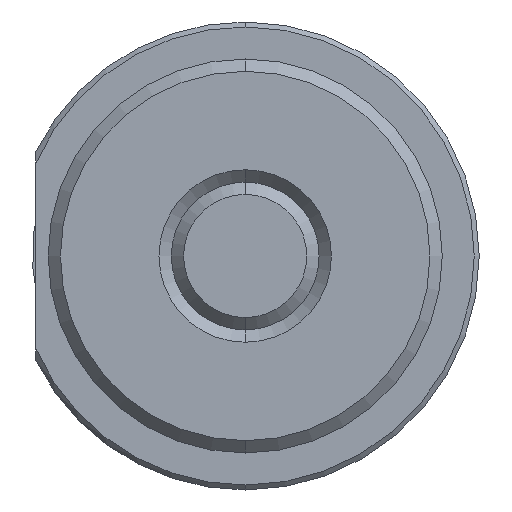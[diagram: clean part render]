
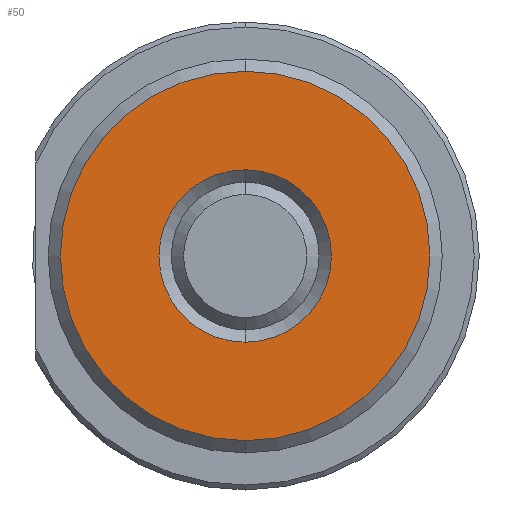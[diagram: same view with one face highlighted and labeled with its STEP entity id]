
A CAD part, left-side view. The second image highlights one B-rep face of the part: STEP entity #50.
In plain terms, the highlighted planar face has unit normal (-1, 0, 0).
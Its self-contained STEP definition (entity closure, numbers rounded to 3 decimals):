
#50 = ADVANCED_FACE ( 'NONE', ( #3044, #3027 ), #493, .F. ) ;
#339 = VERTEX_POINT ( 'NONE', #2199 ) ;
#346 = VERTEX_POINT ( 'NONE', #2207 ) ;
#351 = VERTEX_POINT ( 'NONE', #2214 ) ;
#370 = VERTEX_POINT ( 'NONE', #2234 ) ;
#490 = DIRECTION ( 'NONE',  ( 0., 0., -1. ) ) ;
#492 = DIRECTION ( 'NONE',  ( 1., 0., 0. ) ) ;
#493 = PLANE ( 'NONE',  #1748 ) ;
#495 = CARTESIAN_POINT ( 'NONE',  ( 0., 3., 0. ) ) ;
#895 = ORIENTED_EDGE ( 'NONE', *, *, #1652, .T. ) ;
#896 = ORIENTED_EDGE ( 'NONE', *, *, #1574, .T. ) ;
#897 = ORIENTED_EDGE ( 'NONE', *, *, #1581, .T. ) ;
#898 = ORIENTED_EDGE ( 'NONE', *, *, #1612, .T. ) ;
#1097 = EDGE_LOOP ( 'NONE', ( #896, #895 ) ) ;
#1125 = EDGE_LOOP ( 'NONE', ( #898, #897 ) ) ;
#1415 = CIRCLE ( 'NONE', #1877, 3.5 ) ;
#1416 = CIRCLE ( 'NONE', #1895, 3.5 ) ;
#1440 = CIRCLE ( 'NONE', #1872, 7.5 ) ;
#1574 = EDGE_CURVE ( 'NONE', #339, #370, #1440, .T. ) ;
#1581 = EDGE_CURVE ( 'NONE', #351, #346, #1415, .T. ) ;
#1612 = EDGE_CURVE ( 'NONE', #346, #351, #1416, .T. ) ;
#1652 = EDGE_CURVE ( 'NONE', #370, #339, #2418, .T. ) ;
#1748 = AXIS2_PLACEMENT_3D ( 'NONE', #495, #492, #490 ) ;
#1872 = AXIS2_PLACEMENT_3D ( 'NONE', #2610, #2644, #2645 ) ;
#1877 = AXIS2_PLACEMENT_3D ( 'NONE', #2663, #2664, #2665 ) ;
#1895 = AXIS2_PLACEMENT_3D ( 'NONE', #2736, #2741, #2742 ) ;
#1908 = AXIS2_PLACEMENT_3D ( 'NONE', #2847, #2848, #2849 ) ;
#2199 = CARTESIAN_POINT ( 'NONE',  ( 0., 0., -7.5 ) ) ;
#2207 = CARTESIAN_POINT ( 'NONE',  ( 0., 0., 3.5 ) ) ;
#2214 = CARTESIAN_POINT ( 'NONE',  ( 0., 0., -3.5 ) ) ;
#2234 = CARTESIAN_POINT ( 'NONE',  ( 0., 0., 7.5 ) ) ;
#2418 = CIRCLE ( 'NONE', #1908, 7.5 ) ;
#2610 = CARTESIAN_POINT ( 'NONE',  ( 0., 0., 0. ) ) ;
#2644 = DIRECTION ( 'NONE',  ( -1., 0., 0. ) ) ;
#2645 = DIRECTION ( 'NONE',  ( 0., 0., -1. ) ) ;
#2663 = CARTESIAN_POINT ( 'NONE',  ( 0., 0., 0. ) ) ;
#2664 = DIRECTION ( 'NONE',  ( 1., 0., 0. ) ) ;
#2665 = DIRECTION ( 'NONE',  ( 0., 0., -1. ) ) ;
#2736 = CARTESIAN_POINT ( 'NONE',  ( 0., 0., 0. ) ) ;
#2741 = DIRECTION ( 'NONE',  ( 1., 0., 0. ) ) ;
#2742 = DIRECTION ( 'NONE',  ( 0., 0., -1. ) ) ;
#2847 = CARTESIAN_POINT ( 'NONE',  ( 0., 0., 0. ) ) ;
#2848 = DIRECTION ( 'NONE',  ( -1., 0., 0. ) ) ;
#2849 = DIRECTION ( 'NONE',  ( 0., 0., -1. ) ) ;
#3027 = FACE_OUTER_BOUND ( 'NONE', #1097, .T. ) ;
#3044 = FACE_BOUND ( 'NONE', #1125, .T. ) ;
